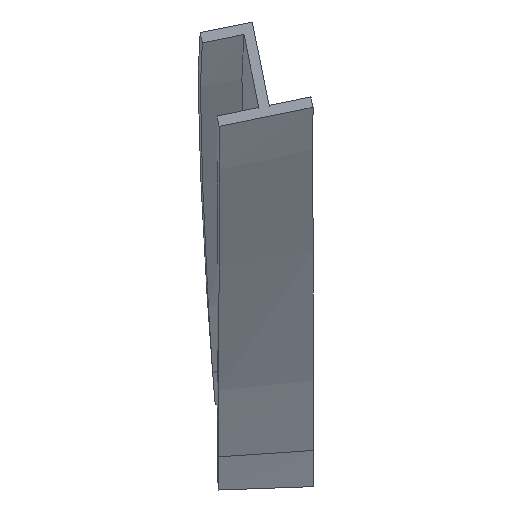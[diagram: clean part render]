
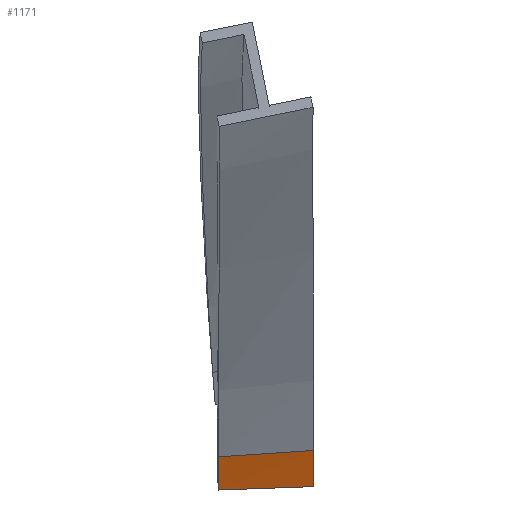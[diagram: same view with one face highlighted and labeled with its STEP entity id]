
A CAD part, top view. The second image highlights one B-rep face of the part: STEP entity #1171.
In plain terms, the highlighted free-form (B-spline) face has degree [3, 1] with [14, 4] control points.
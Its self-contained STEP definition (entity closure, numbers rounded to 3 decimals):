
#89=CARTESIAN_POINT('POINT11',(2146.044,
   1786.832,5079.427));
#90=VERTEX_POINT('VERTEX11',#89);
#106=CARTESIAN_POINT('POINT12',(1917.957,
   1771.58,5080.573));
#107=VERTEX_POINT('VERTEX12',#106);
#122=(BOUNDED_CURVE() B_SPLINE_CURVE(1,(#123,#124),.UNSPECIFIED.,.F.,.F.
   ) B_SPLINE_CURVE_WITH_KNOTS((2,2),(0.,
   1.),.UNSPECIFIED.) CURVE() 
   GEOMETRIC_REPRESENTATION_ITEM() RATIONAL_B_SPLINE_CURVE((1.,
   1.)) REPRESENTATION_ITEM('SPLINE_CRV3'));
#123=CARTESIAN_POINT('',(1917.957,1771.58,
   5080.573));
#124=CARTESIAN_POINT('',(2146.044,1786.832,
   5079.427));
#125=EDGE_CURVE('EDGE13',#107,#90,#122,.T.);
#1079=CARTESIAN_POINT('POINT21',(2145.881,
   1924.243,1.468));
#1080=VERTEX_POINT('VERTEX21',#1079);
#1081=(BOUNDED_CURVE() B_SPLINE_CURVE(3,(#1082,#1083,#1084,#1085,#1086,
   #1087,#1088,#1089),.UNSPECIFIED.,.F.,.F.) B_SPLINE_CURVE_WITH_KNOTS((
   4,1,1,1,1,4),(0.,0.2,0.4,
   0.6,0.8,1.),.UNSPECIFIED.) 
   CURVE() GEOMETRIC_REPRESENTATION_ITEM() RATIONAL_B_SPLINE_CURVE((
   1.,1.,1.,1.,1.,1.,1.,
   1.)) REPRESENTATION_ITEM('SPLINE_CRV21'));
#1082=CARTESIAN_POINT('',(2145.881,1924.243,
   1.468));
#1083=CARTESIAN_POINT('',(2146.028,1870.931,
   341.133));
#1084=CARTESIAN_POINT('',(2146.193,1784.728,
   1019.98));
#1085=CARTESIAN_POINT('',(2146.244,1711.819,
   2037.486));
#1086=CARTESIAN_POINT('',(2146.247,1692.097,
   3051.759));
#1087=CARTESIAN_POINT('',(2146.202,1718.813,
   4068.514));
#1088=CARTESIAN_POINT('',(2146.11,1760.541,
   4743.055));
#1089=CARTESIAN_POINT('',(2146.044,1786.875,
   5079.967));
#1090=EDGE_CURVE('EDGE31',#1080,#90,#1081,.T.);
#1091=ORIENTED_EDGE('COEDGE51',*,*,#1090,.T.);
#1092=ORIENTED_EDGE('COEDGE52',*,*,#125,.F.);
#1093=CARTESIAN_POINT('POINT22',(1918.119,
   1904.905,-1.468));
#1094=VERTEX_POINT('VERTEX22',#1093);
#1095=(BOUNDED_CURVE() B_SPLINE_CURVE(3,(#1096,#1097,#1098,#1099,#1100,
   #1101,#1102,#1103),.UNSPECIFIED.,.F.,.F.) B_SPLINE_CURVE_WITH_KNOTS((
   4,1,1,1,1,4),(0.,0.2,0.4,
   0.6,0.8,1.),.UNSPECIFIED.) 
   CURVE() GEOMETRIC_REPRESENTATION_ITEM() RATIONAL_B_SPLINE_CURVE((
   1.,1.,1.,1.,1.,1.,1.,
   1.)) REPRESENTATION_ITEM('SPLINE_CRV22'));
#1096=CARTESIAN_POINT('',(1918.119,1904.905,
   -1.468));
#1097=CARTESIAN_POINT('',(1917.996,1855.303,
   340.1));
#1098=CARTESIAN_POINT('',(1917.807,1773.595,
   1021.735));
#1099=CARTESIAN_POINT('',(1917.756,1704.543,
   2041.121));
#1100=CARTESIAN_POINT('',(1917.753,1685.14,
   3055.716));
#1101=CARTESIAN_POINT('',(1917.798,1709.013,
   4071.184));
#1102=CARTESIAN_POINT('',(1917.894,1746.682,
   4744.15));
#1103=CARTESIAN_POINT('',(1917.956,1771.536,
   5079.965));
#1104=EDGE_CURVE('EDGE32',#1094,#107,#1095,.T.);
#1105=ORIENTED_EDGE('COEDGE53',*,*,#1104,.F.);
#1106=CARTESIAN_POINT('POS12',(1918.119,
   1904.905,-1.468));
#1107=DIRECTION('DIR13',(0.996,0.085,
   0.013));
#1108=VECTOR('VEC11',#1107,25.4);
#1109=LINE('STRAIGHT11',#1106,#1108);
#1110=EDGE_CURVE('EDGE33',#1094,#1080,#1109,.T.);
#1111=ORIENTED_EDGE('COEDGE54',*,*,#1110,.T.);
#1112=EDGE_LOOP('NONE',(#1091,#1092,#1105,#1111));
#1113=FACE_BOUND('LOOP1',#1112,.T.);
#1114=(BOUNDED_SURFACE() B_SPLINE_SURFACE(3,1,((#1115,#1116,#1117,#1118)
   ,(#1119,#1120,#1121,#1122),(#1123,#1124,#1125,#1126),(#1127,#1128,
   #1129,#1130),(#1131,#1132,#1133,#1134),(#1135,#1136,#1137,#1138),(
   #1139,#1140,#1141,#1142),(#1143,#1144,#1145,#1146),(#1147,#1148,#1149
   ,#1150),(#1151,#1152,#1153,#1154),(#1155,#1156,#1157,#1158),(#1159,
   #1160,#1161,#1162),(#1163,#1164,#1165,#1166),(#1167,#1168,#1169,#1170
   )),.UNSPECIFIED.,.F.,.F.,.U.) B_SPLINE_SURFACE_WITH_KNOTS((4,3,2,2,3,
   4),(2,1,1,2),(-0.01,0.,0.333,
   0.667,1.,1.01),(-0.011,
   0.,1.,1.011),.UNSPECIFIED.)
    GEOMETRIC_REPRESENTATION_ITEM() RATIONAL_B_SPLINE_SURFACE(((1.
   ,1.,1.,1.),(1.,1.,1.,1.),(
   1.,1.,1.,1.),(1.,1.,1.,
   1.),(1.,1.,1.,1.),(1.,1.,
   1.,1.),(1.,1.,1.,1.),(1.,
   1.,1.,1.),(1.,1.,1.,1.),(
   1.,1.,1.,1.),(1.,1.,1.,
   1.),(1.,1.,1.,1.),(1.,1.,
   1.,1.),(1.,1.,1.,1.))) 
   REPRESENTATION_ITEM('SPLINE_SURF11') SURFACE());
#1115=CARTESIAN_POINT('',(1915.536,1911.254,
   -46.294));
#1116=CARTESIAN_POINT('',(1918.138,1911.48,
   -46.259));
#1117=CARTESIAN_POINT('',(2145.862,1931.255,
   -43.206));
#1118=CARTESIAN_POINT('',(2148.464,1931.481,
   -43.171));
#1119=CARTESIAN_POINT('',(1915.529,1909.064,
   -31.363));
#1120=CARTESIAN_POINT('',(1918.132,1909.289,
   -31.329));
#1121=CARTESIAN_POINT('',(2145.868,1928.917,
   -28.315));
#1122=CARTESIAN_POINT('',(2148.471,1929.142,
   -28.28));
#1123=CARTESIAN_POINT('',(1915.522,1906.874,
   -16.433));
#1124=CARTESIAN_POINT('',(1918.126,1907.097,
   -16.399));
#1125=CARTESIAN_POINT('',(2145.874,1926.58,
   -13.423));
#1126=CARTESIAN_POINT('',(2148.478,1926.803,
   -13.389));
#1127=CARTESIAN_POINT('',(1915.516,1904.684,
   -1.502));
#1128=CARTESIAN_POINT('',(1918.119,1904.905,
   -1.468));
#1129=CARTESIAN_POINT('',(2145.881,1924.243,
   1.468));
#1130=CARTESIAN_POINT('',(2148.484,1924.464,
   1.502));
#1131=CARTESIAN_POINT('',(1915.297,1831.683,
   496.188));
#1132=CARTESIAN_POINT('',(1917.905,1831.848,
   496.206));
#1133=CARTESIAN_POINT('',(2146.095,1846.333,
   497.852));
#1134=CARTESIAN_POINT('',(2148.703,1846.499,
   497.871));
#1135=CARTESIAN_POINT('',(1915.22,1776.018,
   1015.334));
#1136=CARTESIAN_POINT('',(1917.83,1776.144,
   1015.345));
#1137=CARTESIAN_POINT('',(2146.17,1787.165,
   1016.354));
#1138=CARTESIAN_POINT('',(2148.78,1787.291,
   1016.366));
#1139=CARTESIAN_POINT('',(1915.139,1704.27,
   2077.862));
#1140=CARTESIAN_POINT('',(1917.751,1704.351,
   2077.865));
#1141=CARTESIAN_POINT('',(2146.249,1711.466,
   2078.115));
#1142=CARTESIAN_POINT('',(2148.861,1711.547,
   2078.118));
#1143=CARTESIAN_POINT('',(1915.135,1688.187,
   2621.244));
#1144=CARTESIAN_POINT('',(1917.747,1688.264,
   2621.245));
#1145=CARTESIAN_POINT('',(2146.253,1694.935,
   2621.373));
#1146=CARTESIAN_POINT('',(2148.865,1695.011,
   2621.374));
#1147=CARTESIAN_POINT('',(1915.173,1697.936,
   3792.51));
#1148=CARTESIAN_POINT('',(1917.784,1698.036,
   3792.507));
#1149=CARTESIAN_POINT('',(2146.216,1706.846,
   3792.236));
#1150=CARTESIAN_POINT('',(2148.827,1706.947,
   3792.233));
#1151=CARTESIAN_POINT('',(1915.215,1723.767,
   4420.395));
#1152=CARTESIAN_POINT('',(1917.825,1723.897,
   4420.389));
#1153=CARTESIAN_POINT('',(2146.174,1735.288,
   4419.842));
#1154=CARTESIAN_POINT('',(2148.784,1735.419,
   4419.835));
#1155=CARTESIAN_POINT('',(1915.349,1771.406,
   5080.586));
#1156=CARTESIAN_POINT('',(1917.956,1771.58,
   5080.573));
#1157=CARTESIAN_POINT('',(2146.044,1786.833,
   5079.427));
#1158=CARTESIAN_POINT('',(2148.651,1787.007,
   5079.414));
#1159=CARTESIAN_POINT('',(1915.353,1772.835,
   5100.392));
#1160=CARTESIAN_POINT('',(1917.96,1773.011,
   5100.379));
#1161=CARTESIAN_POINT('',(2146.04,1788.379,
   5099.214));
#1162=CARTESIAN_POINT('',(2148.647,1788.555,
   5099.201));
#1163=CARTESIAN_POINT('',(1915.357,1774.264,
   5120.198));
#1164=CARTESIAN_POINT('',(1917.964,1774.441,
   5120.184));
#1165=CARTESIAN_POINT('',(2146.037,1789.925,
   5119.002));
#1166=CARTESIAN_POINT('',(2148.643,1790.102,
   5118.988));
#1167=CARTESIAN_POINT('',(1915.361,1775.693,
   5140.004));
#1168=CARTESIAN_POINT('',(1917.968,1775.872,
   5139.99));
#1169=CARTESIAN_POINT('',(2146.033,1791.471,
   5138.789));
#1170=CARTESIAN_POINT('',(2148.639,1791.65,
   5138.776));
#1171=ADVANCED_FACE('FACE12',(#1113),#1114,.F.);
